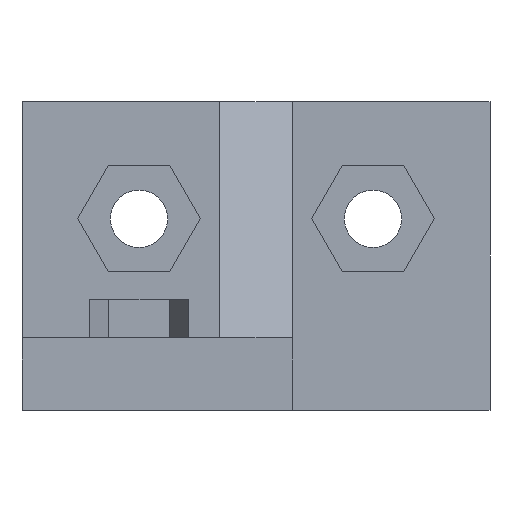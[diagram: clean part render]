
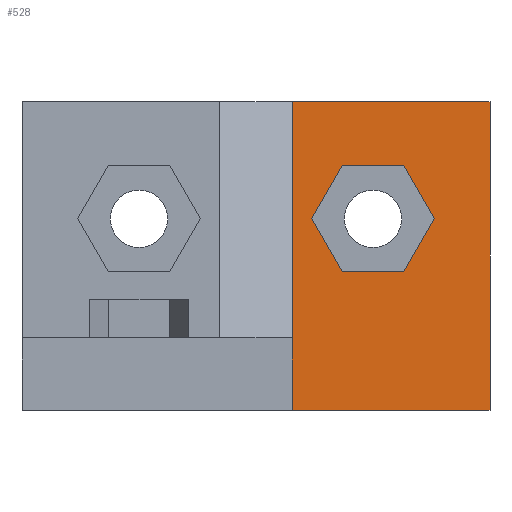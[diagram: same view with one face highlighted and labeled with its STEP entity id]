
A CAD part, front view. The second image highlights one B-rep face of the part: STEP entity #528.
In plain terms, the highlighted planar face has unit normal (0, -1, 0).
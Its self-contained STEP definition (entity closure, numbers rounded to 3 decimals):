
#32 = VERTEX_POINT('',#33);
#33 = CARTESIAN_POINT('',(12.7,0.,14.5));
#117 = EDGE_CURVE('',#32,#118,#120,.T.);
#118 = VERTEX_POINT('',#119);
#119 = CARTESIAN_POINT('',(22.,0.,14.5));
#120 = LINE('',#121,#122);
#121 = CARTESIAN_POINT('',(0.,0.,14.5));
#122 = VECTOR('',#123,1.);
#123 = DIRECTION('',(1.,0.,0.));
#170 = EDGE_CURVE('',#32,#171,#173,.T.);
#171 = VERTEX_POINT('',#172);
#172 = CARTESIAN_POINT('',(12.7,0.,3.4));
#173 = LINE('',#174,#175);
#174 = CARTESIAN_POINT('',(12.7,0.,14.5));
#175 = VECTOR('',#176,1.);
#176 = DIRECTION('',(0.,0.,-1.));
#203 = VERTEX_POINT('',#204);
#204 = CARTESIAN_POINT('',(12.7,0.,0.));
#243 = EDGE_CURVE('',#203,#171,#244,.T.);
#244 = LINE('',#245,#246);
#245 = CARTESIAN_POINT('',(12.7,0.,0.));
#246 = VECTOR('',#247,1.);
#247 = DIRECTION('',(0.,0.,1.));
#423 = EDGE_CURVE('',#424,#118,#426,.T.);
#424 = VERTEX_POINT('',#425);
#425 = CARTESIAN_POINT('',(22.,0.,0.));
#426 = LINE('',#427,#428);
#427 = CARTESIAN_POINT('',(22.,0.,0.));
#428 = VECTOR('',#429,1.);
#429 = DIRECTION('',(0.,0.,1.));
#528 = ADVANCED_FACE('',(#529,#541),#591,.F.);
#529 = FACE_BOUND('',#530,.F.);
#530 = EDGE_LOOP('',(#531,#537,#538,#539,#540));
#531 = ORIENTED_EDGE('',*,*,#532,.F.);
#532 = EDGE_CURVE('',#203,#424,#533,.T.);
#533 = LINE('',#534,#535);
#534 = CARTESIAN_POINT('',(0.,0.,0.));
#535 = VECTOR('',#536,1.);
#536 = DIRECTION('',(1.,0.,0.));
#537 = ORIENTED_EDGE('',*,*,#243,.T.);
#538 = ORIENTED_EDGE('',*,*,#170,.F.);
#539 = ORIENTED_EDGE('',*,*,#117,.T.);
#540 = ORIENTED_EDGE('',*,*,#423,.F.);
#541 = FACE_BOUND('',#542,.F.);
#542 = EDGE_LOOP('',(#543,#553,#561,#569,#577,#585));
#543 = ORIENTED_EDGE('',*,*,#544,.T.);
#544 = EDGE_CURVE('',#545,#547,#549,.T.);
#545 = VERTEX_POINT('',#546);
#546 = CARTESIAN_POINT('',(17.943,0.,6.5));
#547 = VERTEX_POINT('',#548);
#548 = CARTESIAN_POINT('',(19.387,0.,9.));
#549 = LINE('',#550,#551);
#550 = CARTESIAN_POINT('',(17.943,0.,6.5));
#551 = VECTOR('',#552,1.);
#552 = DIRECTION('',(0.5,0.,0.866));
#553 = ORIENTED_EDGE('',*,*,#554,.T.);
#554 = EDGE_CURVE('',#547,#555,#557,.T.);
#555 = VERTEX_POINT('',#556);
#556 = CARTESIAN_POINT('',(17.943,0.,11.5)
  );
#557 = LINE('',#558,#559);
#558 = CARTESIAN_POINT('',(19.387,0.,9.));
#559 = VECTOR('',#560,1.);
#560 = DIRECTION('',(-0.5,0.,0.866));
#561 = ORIENTED_EDGE('',*,*,#562,.T.);
#562 = EDGE_CURVE('',#555,#563,#565,.T.);
#563 = VERTEX_POINT('',#564);
#564 = CARTESIAN_POINT('',(15.057,0.,11.5)
  );
#565 = LINE('',#566,#567);
#566 = CARTESIAN_POINT('',(17.943,0.,11.5));
#567 = VECTOR('',#568,1.);
#568 = DIRECTION('',(-1.,0.,0.));
#569 = ORIENTED_EDGE('',*,*,#570,.T.);
#570 = EDGE_CURVE('',#563,#571,#573,.T.);
#571 = VERTEX_POINT('',#572);
#572 = CARTESIAN_POINT('',(13.613,0.,9.));
#573 = LINE('',#574,#575);
#574 = CARTESIAN_POINT('',(15.057,0.,11.5));
#575 = VECTOR('',#576,1.);
#576 = DIRECTION('',(-0.5,-0.,-0.866));
#577 = ORIENTED_EDGE('',*,*,#578,.T.);
#578 = EDGE_CURVE('',#571,#579,#581,.T.);
#579 = VERTEX_POINT('',#580);
#580 = CARTESIAN_POINT('',(15.057,0.,6.5));
#581 = LINE('',#582,#583);
#582 = CARTESIAN_POINT('',(13.613,0.,9.));
#583 = VECTOR('',#584,1.);
#584 = DIRECTION('',(0.5,0.,-0.866));
#585 = ORIENTED_EDGE('',*,*,#586,.T.);
#586 = EDGE_CURVE('',#579,#545,#587,.T.);
#587 = LINE('',#588,#589);
#588 = CARTESIAN_POINT('',(15.057,0.,6.5));
#589 = VECTOR('',#590,1.);
#590 = DIRECTION('',(1.,0.,0.));
#591 = PLANE('',#592);
#592 = AXIS2_PLACEMENT_3D('',#593,#594,#595);
#593 = CARTESIAN_POINT('',(0.,0.,0.));
#594 = DIRECTION('',(0.,1.,0.));
#595 = DIRECTION('',(0.,0.,1.));
